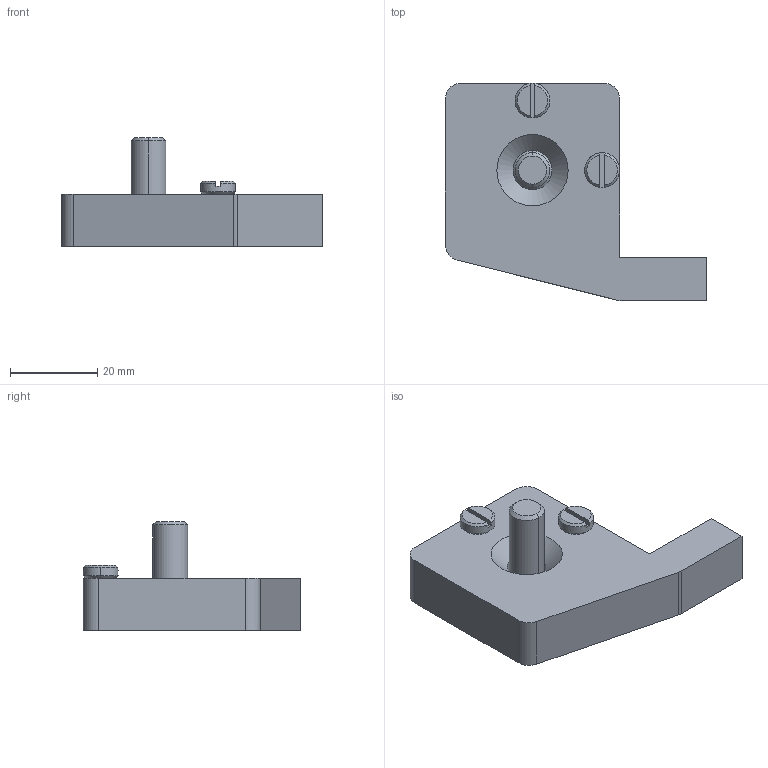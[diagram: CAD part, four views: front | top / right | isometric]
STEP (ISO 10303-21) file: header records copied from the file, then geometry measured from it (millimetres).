
FILE_DESCRIPTION((''),'2;1');
FILE_NAME('SZ8041N.stp','2009-10-20T10:51:11',(''),(''),'Mechanical Desktop 2007','Mechanical Desktop 2007',', , ');
FILE_SCHEMA(('CONFIG_CONTROL_DESIGN'));
Length unit declared in the file: millimetre
Products named in the file (13): DRAWING7; SZ8041SAAAAA; SZ8041S; ABSR1; ABSR11; ABSR12; ABSR13; SZ8041SAAAA; SZ8041SAA; SZ8041SAAA; SZ8041SA; SZ8042NA; SZ8042N
Assembly tree (6 placements, depth 4):
  DRAWING7
    SZ8041SAAAAA
      SZ8041S
        ABSR1
        ABSR11
        ABSR12
        ABSR13
  SZ8041SAAAA
  SZ8041SAA
  SZ8041SAAA
  SZ8041SA
Bounding box: 60 x 50 x 25 mm (x, y, z)
Volume: 24247.5 mm3; surface area: 8410.3 mm2
Topology: 4 solids, 4 shells, 82 faces, 191 edges, 118 vertices
Faces by surface type: bspline 51, plane 17, cylinder 8, cone 6
Entity records: 3418 total; most frequent: CARTESIAN_POINT 1190, ORIENTED_EDGE 354, DIRECTION 319, EDGE_CURVE 177, AXIS2_PLACEMENT_3D 116, VERTEX_POINT 115, EDGE_LOOP 100, VECTOR 87
